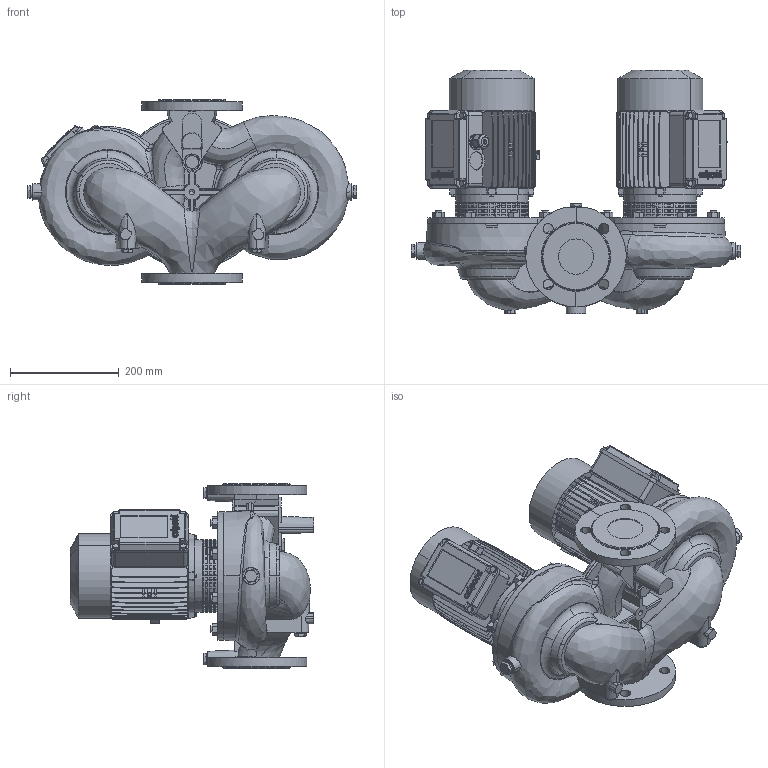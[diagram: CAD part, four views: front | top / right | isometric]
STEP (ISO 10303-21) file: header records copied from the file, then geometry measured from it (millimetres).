
FILE_DESCRIPTION (( 'STEP AP214' ), '1' );
FILE_NAME ('10009735swa00.step', '2022-01-19T11:26:17', ( '' ), ( '' ), 'SwSTEP 2.0', 'SolidWorks 2020', '' );
FILE_SCHEMA (( 'AUTOMOTIVE_DESIGN' ));
Length unit declared in the file: millimetre
Products named in the file (10): 2_66_122_SEMPLIFICATO; 10007670swn00_M20x1.5; 10008148swp00_3.66.542_semplificato; 90.025swp01_G38x9 OTTONE; 90.025swp01_G14x7,5 OTTONE; 4.66.634swp00_Plug; 10009735swa00; 4.66.634swp00_NRD 65; 10008542swp00; 10007570swp00_80 SZ VER.
Assembly tree (17 placements, depth 2):
  10009735swa00
    10008542swp00
    4.66.634swp00_NRD 65
    4.66.634swp00_Plug
    90.025swp01_G38x9 OTTONE  x2
    90.025swp01_G14x7,5 OTTONE  x4
    10008148swp00_3.66.542_semplificato  x2
    10007570swp00_80 SZ VER.  x2
    10007670swn00_M20x1.5  x2
    2_66_122_SEMPLIFICATO  x2
Bounding box: 607 x 448.5 x 340 mm (x, y, z)
Volume: 24098746 mm3; surface area: 1601401.5 mm2
Topology: 17 solids, 17 shells, 4053 faces, 10866 edges, 7044 vertices
Faces by surface type: plane 2760, cylinder 464, cone 409, bspline 355, torus 41, sphere 24
Entity records: 164783 total; most frequent: CARTESIAN_POINT 110286, ORIENTED_EDGE 11936, DIRECTION 9935, EDGE_CURVE 5968, VERTEX_POINT 3898, VECTOR 3389, LINE 3389, AXIS2_PLACEMENT_3D 3273
